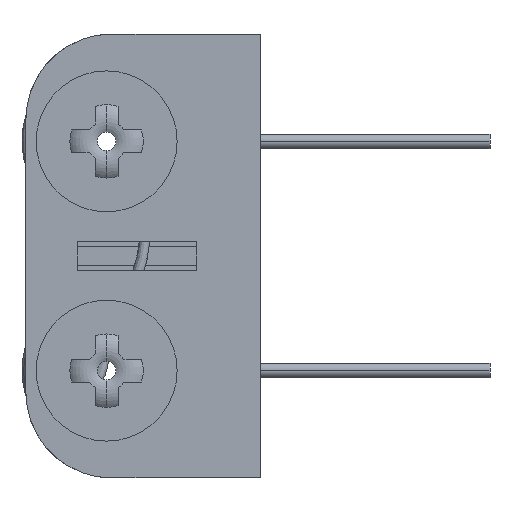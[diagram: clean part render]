
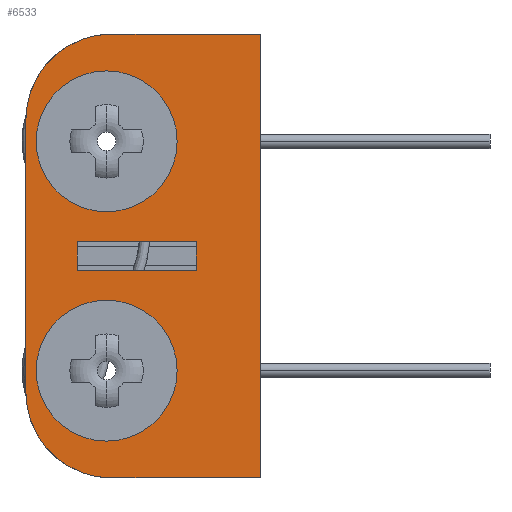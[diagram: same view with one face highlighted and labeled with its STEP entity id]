
A CAD part, left-side view. The second image highlights one B-rep face of the part: STEP entity #6533.
In plain terms, the highlighted planar face has unit normal (-1, 0, 0).
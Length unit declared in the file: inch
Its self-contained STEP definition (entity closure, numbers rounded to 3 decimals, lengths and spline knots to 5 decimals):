
#17 = EDGE_CURVE ( 'NONE', #16921, #1689, #5105, .T. ) ;
#23 = CIRCLE ( 'NONE', #3542, 0.15375 ) ;
#40 = VECTOR ( 'NONE', #7001, 39.37008 ) ;
#114 = VERTEX_POINT ( 'NONE', #15460 ) ;
#255 = CIRCLE ( 'NONE', #6399, 0.15375 ) ;
#381 = CARTESIAN_POINT ( 'NONE',  ( -0.78109, -0.06101, 0.43378 ) ) ;
#406 = EDGE_CURVE ( 'NONE', #16890, #6772, #2148, .T. ) ;
#821 = AXIS2_PLACEMENT_3D ( 'NONE', #7685, #19767, #9412 ) ;
#827 = VERTEX_POINT ( 'NONE', #14738 ) ;
#992 = DIRECTION ( 'NONE',  ( 1., 0., 0. ) ) ;
#1455 = CIRCLE ( 'NONE', #19658, 0.15375 ) ;
#1689 = VERTEX_POINT ( 'NONE', #16348 ) ;
#1815 = CARTESIAN_POINT ( 'NONE',  ( -0.78109, 0.12649, 0.24628 ) ) ;
#2148 = LINE ( 'NONE', #3544, #15426 ) ;
#2545 = ORIENTED_EDGE ( 'NONE', *, *, #13104, .F. ) ;
#2689 = EDGE_CURVE ( 'NONE', #10152, #15038, #18489, .T. ) ;
#2734 = CARTESIAN_POINT ( 'NONE',  ( -0.78109, -0.06101, -0.34672 ) ) ;
#2977 = EDGE_CURVE ( 'NONE', #4194, #11252, #23, .T. ) ;
#3397 = EDGE_CURVE ( 'NONE', #15038, #10971, #9216, .T. ) ;
#3542 = AXIS2_PLACEMENT_3D ( 'NONE', #18956, #8587, #20698 ) ;
#3544 = CARTESIAN_POINT ( 'NONE',  ( -0.78109, 0.01449, -0.08122 ) ) ;
#3785 = EDGE_LOOP ( 'NONE', ( #15080, #13738 ) ) ;
#3876 = DIRECTION ( 'NONE',  ( 0., 0., 1. ) ) ;
#4015 = DIRECTION ( 'NONE',  ( 0., 1., 0. ) ) ;
#4051 = VECTOR ( 'NONE', #3876, 39.37008 ) ;
#4063 = AXIS2_PLACEMENT_3D ( 'NONE', #10121, #22242, #11852 ) ;
#4194 = VERTEX_POINT ( 'NONE', #16216 ) ;
#4461 = CIRCLE ( 'NONE', #16270, 0.1875 ) ;
#4474 = DIRECTION ( 'NONE',  ( 0., 0., -1. ) ) ;
#4504 = CARTESIAN_POINT ( 'NONE',  ( -0.78109, -0.04951, -0.14647 ) ) ;
#4592 = LINE ( 'NONE', #12507, #4051 ) ;
#5105 = LINE ( 'NONE', #16864, #9143 ) ;
#6027 = FACE_BOUND ( 'NONE', #3785, .T. ) ;
#6184 = ORIENTED_EDGE ( 'NONE', *, *, #2689, .F. ) ;
#6308 = CARTESIAN_POINT ( 'NONE',  ( -0.78109, -0.38551, -0.53422 ) ) ;
#6399 = AXIS2_PLACEMENT_3D ( 'NONE', #17080, #6744, #18828 ) ;
#6533 = ADVANCED_FACE ( 'NONE', ( #11173, #10654, #6630, #6027 ), #19116, .F. ) ;
#6630 = FACE_OUTER_BOUND ( 'NONE', #9841, .T. ) ;
#6744 = DIRECTION ( 'NONE',  ( 1., 0., 0. ) ) ;
#6772 = VERTEX_POINT ( 'NONE', #9957 ) ;
#6842 = EDGE_CURVE ( 'NONE', #6772, #827, #17156, .T. ) ;
#6979 = EDGE_CURVE ( 'NONE', #11252, #4194, #1455, .T. ) ;
#7001 = DIRECTION ( 'NONE',  ( 0., 0., 1. ) ) ;
#7051 = ORIENTED_EDGE ( 'NONE', *, *, #11866, .F. ) ;
#7685 = CARTESIAN_POINT ( 'NONE',  ( -0.78109, -0.06101, -0.34672 ) ) ;
#7811 = EDGE_CURVE ( 'NONE', #827, #20518, #4592, .T. ) ;
#8031 = DIRECTION ( 'NONE',  ( 0., 1., 0. ) ) ;
#8587 = DIRECTION ( 'NONE',  ( 1., 0., 0. ) ) ;
#8721 = CARTESIAN_POINT ( 'NONE',  ( -0.78109, 0.12649, -0.34672 ) ) ;
#8768 = ORIENTED_EDGE ( 'NONE', *, *, #16980, .F. ) ;
#8933 = EDGE_CURVE ( 'NONE', #16912, #114, #18076, .T. ) ;
#8954 = EDGE_CURVE ( 'NONE', #114, #16912, #255, .T. ) ;
#9143 = VECTOR ( 'NONE', #14983, 39.37008 ) ;
#9216 = LINE ( 'NONE', #8721, #40 ) ;
#9336 = CARTESIAN_POINT ( 'NONE',  ( -0.78109, 0.12649, -0.34672 ) ) ;
#9412 = DIRECTION ( 'NONE',  ( 0., 0., -1. ) ) ;
#9505 = DIRECTION ( 'NONE',  ( 1., 0., 0. ) ) ;
#9796 = EDGE_CURVE ( 'NONE', #20518, #16890, #14579, .T. ) ;
#9841 = EDGE_LOOP ( 'NONE', ( #6184, #2545, #15130, #8768, #7051, #13863 ) ) ;
#9957 = CARTESIAN_POINT ( 'NONE',  ( -0.78109, 0.01449, -0.08122 ) ) ;
#9980 = DIRECTION ( 'NONE',  ( 0., -1., 0. ) ) ;
#10117 = ORIENTED_EDGE ( 'NONE', *, *, #7811, .F. ) ;
#10121 = CARTESIAN_POINT ( 'NONE',  ( -0.78109, -0.04951, -0.30022 ) ) ;
#10124 = ORIENTED_EDGE ( 'NONE', *, *, #406, .F. ) ;
#10152 = VERTEX_POINT ( 'NONE', #12998 ) ;
#10190 = DIRECTION ( 'NONE',  ( 0., -1., 0. ) ) ;
#10654 = FACE_BOUND ( 'NONE', #19160, .T. ) ;
#10824 = ORIENTED_EDGE ( 'NONE', *, *, #9796, .F. ) ;
#10971 = VERTEX_POINT ( 'NONE', #1815 ) ;
#11143 = LINE ( 'NONE', #16776, #15767 ) ;
#11173 = FACE_BOUND ( 'NONE', #22445, .T. ) ;
#11252 = VERTEX_POINT ( 'NONE', #14549 ) ;
#11356 = CARTESIAN_POINT ( 'NONE',  ( -0.78109, -0.06101, 0.24628 ) ) ;
#11471 = CARTESIAN_POINT ( 'NONE',  ( -0.78109, -0.38551, 0.43378 ) ) ;
#11852 = DIRECTION ( 'NONE',  ( 0., 0., -1. ) ) ;
#11866 = EDGE_CURVE ( 'NONE', #10971, #14454, #4461, .T. ) ;
#12507 = CARTESIAN_POINT ( 'NONE',  ( -0.78109, -0.24551, -0.01922 ) ) ;
#12545 = VECTOR ( 'NONE', #10190, 39.37008 ) ;
#12998 = CARTESIAN_POINT ( 'NONE',  ( -0.78109, -0.06101, -0.53422 ) ) ;
#13084 = DIRECTION ( 'NONE',  ( 0., 0., 1. ) ) ;
#13104 = EDGE_CURVE ( 'NONE', #1689, #10152, #17324, .T. ) ;
#13738 = ORIENTED_EDGE ( 'NONE', *, *, #6979, .T. ) ;
#13863 = ORIENTED_EDGE ( 'NONE', *, *, #3397, .F. ) ;
#14088 = VECTOR ( 'NONE', #4015, 39.37008 ) ;
#14454 = VERTEX_POINT ( 'NONE', #381 ) ;
#14549 = CARTESIAN_POINT ( 'NONE',  ( -0.78109, -0.04951, 0.04603 ) ) ;
#14579 = LINE ( 'NONE', #16108, #14088 ) ;
#14738 = CARTESIAN_POINT ( 'NONE',  ( -0.78109, -0.24551, -0.08122 ) ) ;
#14832 = DIRECTION ( 'NONE',  ( 1., 0., 0. ) ) ;
#14983 = DIRECTION ( 'NONE',  ( 0., 0., -1. ) ) ;
#15029 = ORIENTED_EDGE ( 'NONE', *, *, #6842, .F. ) ;
#15038 = VERTEX_POINT ( 'NONE', #9336 ) ;
#15080 = ORIENTED_EDGE ( 'NONE', *, *, #2977, .T. ) ;
#15130 = ORIENTED_EDGE ( 'NONE', *, *, #17, .F. ) ;
#15181 = CARTESIAN_POINT ( 'NONE',  ( -0.78109, 0.01449, -0.08122 ) ) ;
#15426 = VECTOR ( 'NONE', #15658, 39.37008 ) ;
#15460 = CARTESIAN_POINT ( 'NONE',  ( -0.78109, -0.04951, -0.45397 ) ) ;
#15658 = DIRECTION ( 'NONE',  ( 0., 0., -1. ) ) ;
#15708 = ORIENTED_EDGE ( 'NONE', *, *, #8954, .T. ) ;
#15767 = VECTOR ( 'NONE', #9980, 39.37008 ) ;
#16108 = CARTESIAN_POINT ( 'NONE',  ( -0.78109, 0.01449, -0.01922 ) ) ;
#16216 = CARTESIAN_POINT ( 'NONE',  ( -0.78109, -0.04951, 0.35353 ) ) ;
#16270 = AXIS2_PLACEMENT_3D ( 'NONE', #11356, #992, #13084 ) ;
#16348 = CARTESIAN_POINT ( 'NONE',  ( -0.78109, -0.38551, -0.53422 ) ) ;
#16606 = CARTESIAN_POINT ( 'NONE',  ( -0.78109, 0.01449, -0.01922 ) ) ;
#16776 = CARTESIAN_POINT ( 'NONE',  ( -0.78109, -0.38551, 0.43378 ) ) ;
#16864 = CARTESIAN_POINT ( 'NONE',  ( -0.78109, -0.38551, 0.43378 ) ) ;
#16890 = VERTEX_POINT ( 'NONE', #16606 ) ;
#16912 = VERTEX_POINT ( 'NONE', #4504 ) ;
#16921 = VERTEX_POINT ( 'NONE', #11471 ) ;
#16980 = EDGE_CURVE ( 'NONE', #14454, #16921, #11143, .T. ) ;
#17080 = CARTESIAN_POINT ( 'NONE',  ( -0.78109, -0.04951, -0.30022 ) ) ;
#17156 = LINE ( 'NONE', #15181, #12545 ) ;
#17324 = LINE ( 'NONE', #6308, #21361 ) ;
#18076 = CIRCLE ( 'NONE', #4063, 0.15375 ) ;
#18286 = AXIS2_PLACEMENT_3D ( 'NONE', #2734, #14832, #4474 ) ;
#18489 = CIRCLE ( 'NONE', #18286, 0.1875 ) ;
#18828 = DIRECTION ( 'NONE',  ( 0., 0., -1. ) ) ;
#18956 = CARTESIAN_POINT ( 'NONE',  ( -0.78109, -0.04951, 0.19978 ) ) ;
#19116 = PLANE ( 'NONE',  #821 ) ;
#19160 = EDGE_LOOP ( 'NONE', ( #10117, #15029, #10124, #10824 ) ) ;
#19658 = AXIS2_PLACEMENT_3D ( 'NONE', #19855, #9505, #21608 ) ;
#19767 = DIRECTION ( 'NONE',  ( 1., 0., 0. ) ) ;
#19855 = CARTESIAN_POINT ( 'NONE',  ( -0.78109, -0.04951, 0.19978 ) ) ;
#20518 = VERTEX_POINT ( 'NONE', #21849 ) ;
#20698 = DIRECTION ( 'NONE',  ( 0., 0., 1. ) ) ;
#20768 = ORIENTED_EDGE ( 'NONE', *, *, #8933, .T. ) ;
#21361 = VECTOR ( 'NONE', #8031, 39.37008 ) ;
#21608 = DIRECTION ( 'NONE',  ( 0., 0., 1. ) ) ;
#21849 = CARTESIAN_POINT ( 'NONE',  ( -0.78109, -0.24551, -0.01922 ) ) ;
#22242 = DIRECTION ( 'NONE',  ( 1., 0., 0. ) ) ;
#22445 = EDGE_LOOP ( 'NONE', ( #20768, #15708 ) ) ;
